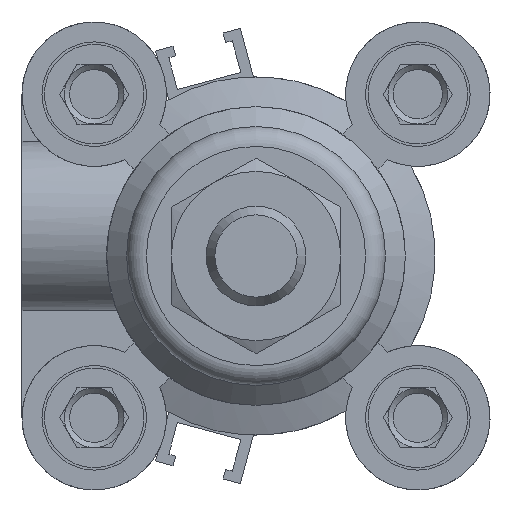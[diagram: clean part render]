
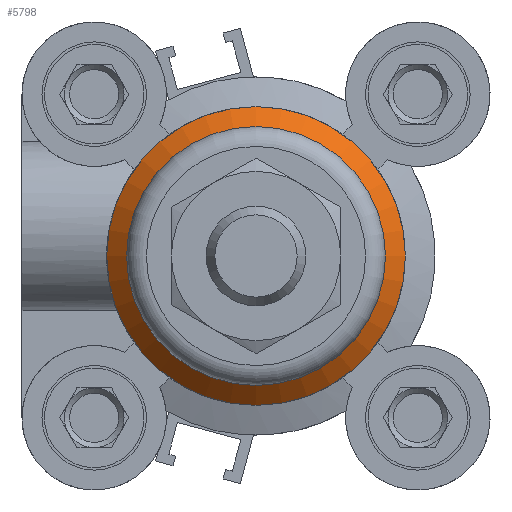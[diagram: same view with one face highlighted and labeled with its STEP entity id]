
A CAD part, left-side view. The second image highlights one B-rep face of the part: STEP entity #5798.
In plain terms, the highlighted conical face has half-angle 45 degrees and reference radius 15 mm.
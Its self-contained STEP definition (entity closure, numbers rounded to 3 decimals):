
#1524=CIRCLE('',#6419,15.);
#1537=CIRCLE('',#6436,13.);
#2802=ORIENTED_EDGE('',*,*,#3827,.F.);
#2803=ORIENTED_EDGE('',*,*,#3803,.T.);
#3803=EDGE_CURVE('',#4405,#4405,#1524,.T.);
#3827=EDGE_CURVE('',#4423,#4423,#1537,.T.);
#4405=VERTEX_POINT('',#9807);
#4423=VERTEX_POINT('',#9866);
#4902=EDGE_LOOP('',(#2802));
#4903=EDGE_LOOP('',(#2803));
#5368=FACE_BOUND('',#4902,.T.);
#5369=FACE_BOUND('',#4903,.T.);
#5527=CONICAL_SURFACE('',#6435,15.,0.785);
#5798=ADVANCED_FACE('',(#5368,#5369),#5527,.T.);
#6419=AXIS2_PLACEMENT_3D('',#9806,#7892,#7893);
#6435=AXIS2_PLACEMENT_3D('',#9864,#7933,#7934);
#6436=AXIS2_PLACEMENT_3D('',#9865,#7935,#7936);
#7892=DIRECTION('',(1.,0.,0.));
#7893=DIRECTION('',(0.,0.,-1.));
#7933=DIRECTION('',(-1.,0.,0.));
#7934=DIRECTION('',(0.,0.,1.));
#7935=DIRECTION('',(1.,0.,0.));
#7936=DIRECTION('',(0.,0.,-1.));
#9806=CARTESIAN_POINT('',(38.,0.,0.));
#9807=CARTESIAN_POINT('',(38.,0.,-15.));
#9864=CARTESIAN_POINT('',(38.,0.,0.));
#9865=CARTESIAN_POINT('',(40.,0.,0.));
#9866=CARTESIAN_POINT('',(40.,0.,-13.));
